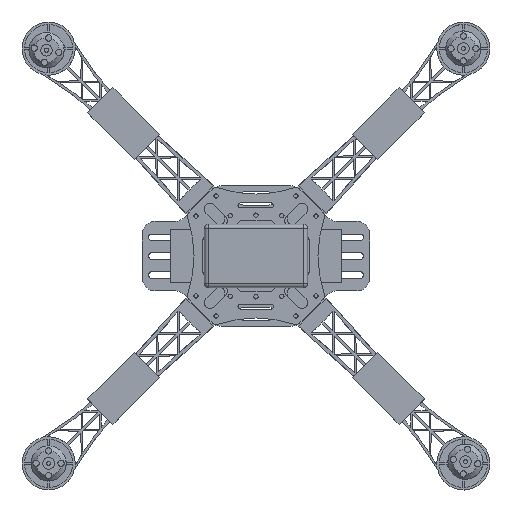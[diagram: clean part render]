
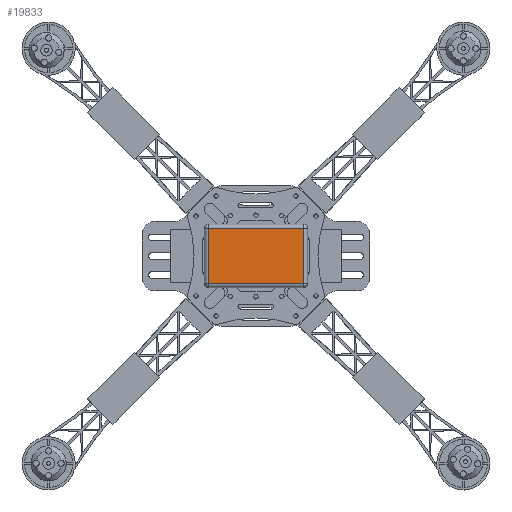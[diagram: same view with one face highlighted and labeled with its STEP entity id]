
A CAD part, top view. The second image highlights one B-rep face of the part: STEP entity #19833.
In plain terms, the highlighted face is planar.
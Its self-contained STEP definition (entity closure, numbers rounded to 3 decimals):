
#19504=DIRECTION('',(0.,0.,-1.));
#19505=VECTOR('',#19504,0.076);
#19506=CARTESIAN_POINT('',(0.022,0.008,0.038));
#19507=LINE('',#19506,#19505);
#19508=DIRECTION('',(-1.,0.,0.));
#19509=VECTOR('',#19508,0.044);
#19510=CARTESIAN_POINT('',(0.022,0.008,0.038));
#19511=LINE('',#19510,#19509);
#19512=DIRECTION('',(0.,0.,-1.));
#19513=VECTOR('',#19512,0.076);
#19514=CARTESIAN_POINT('',(-0.022,0.008,0.038));
#19515=LINE('',#19514,#19513);
#19516=DIRECTION('',(1.,0.,0.));
#19517=VECTOR('',#19516,0.044);
#19518=CARTESIAN_POINT('',(-0.022,0.008,-0.038));
#19519=LINE('',#19518,#19517);
#19683=CARTESIAN_POINT('',(0.022,0.008,0.038));
#19684=CARTESIAN_POINT('',(0.022,0.008,-0.038));
#19685=VERTEX_POINT('',#19683);
#19686=VERTEX_POINT('',#19684);
#19689=CARTESIAN_POINT('',(-0.022,0.008,0.038));
#19690=VERTEX_POINT('',#19689);
#19695=CARTESIAN_POINT('',(-0.022,0.008,-0.038));
#19696=VERTEX_POINT('',#19695);
#19819=CARTESIAN_POINT('',(0.025,0.008,-0.041));
#19820=DIRECTION('',(0.,1.,0.));
#19821=DIRECTION('',(-1.,0.,0.));
#19822=AXIS2_PLACEMENT_3D('',#19819,#19820,#19821);
#19823=PLANE('',#19822);
#19825=ORIENTED_EDGE('',*,*,#19824,.F.);
#19827=ORIENTED_EDGE('',*,*,#19826,.T.);
#19829=ORIENTED_EDGE('',*,*,#19828,.T.);
#19830=ORIENTED_EDGE('',*,*,#19810,.T.);
#19831=EDGE_LOOP('',(#19825,#19827,#19829,#19830));
#19832=FACE_OUTER_BOUND('',#19831,.F.);
#19833=ADVANCED_FACE('',(#19832),#19823,.T.);
#19810=EDGE_CURVE('',#19696,#19686,#19519,.T.);
#19824=EDGE_CURVE('',#19685,#19686,#19507,.T.);
#19826=EDGE_CURVE('',#19685,#19690,#19511,.T.);
#19828=EDGE_CURVE('',#19690,#19696,#19515,.T.);
